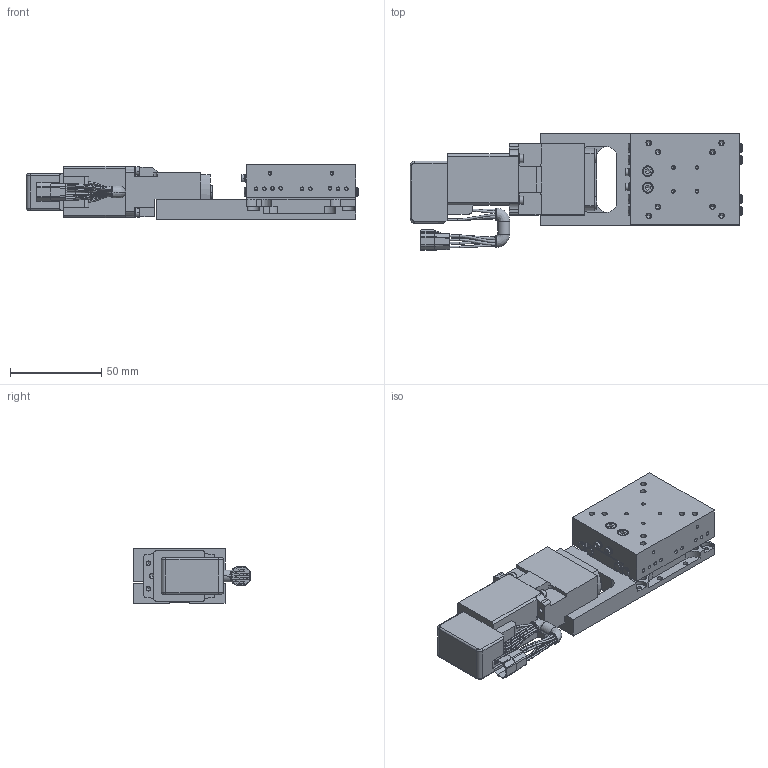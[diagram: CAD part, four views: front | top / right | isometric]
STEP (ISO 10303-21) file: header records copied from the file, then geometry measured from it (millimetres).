
FILE_DESCRIPTION( (''), '2;1');
FILE_NAME ('SXA0530-R01-AZ01.stp','2021-10-14T09:37:04',(''),(''),'spGate 17.5.5','','');
FILE_SCHEMA (('AUTOMOTIVE_DESIGN'));
Length unit declared in the file: millimetre
Products named in the file (4): Assembly; SXA0530-R01-AZ01-prt0; SXA0530-R01-AZ01-prt1; SXA0530-R01-AZ01-prt2
Assembly tree (3 placements, depth 2):
  Assembly
    SXA0530-R01-AZ01-prt0
    SXA0530-R01-AZ01-prt1
    SXA0530-R01-AZ01-prt2
Bounding box: 182.2 x 63.77 x 30 mm (x, y, z)
Volume: 175973.2 mm3; surface area: 45556.1 mm2
Topology: 3 solids, 3 shells, 1067 faces, 2688 edges, 1676 vertices
Faces by surface type: plane 544, cylinder 355, bspline 168
Entity records: 55317 total; most frequent: CARTESIAN_POINT 10048, ORIENTED_EDGE 5240, DIRECTION 4648, COLOUR_RGB 3690, PRESENTATION_STYLE_ASSIGNMENT 3690, STYLED_ITEM 3690, EDGE_CURVE 2620, DRAUGHTING_PRE_DEFINED_CURVE_FONT 2620
